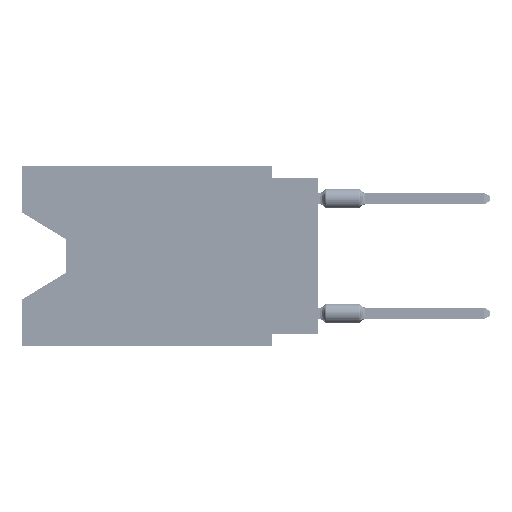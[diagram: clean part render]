
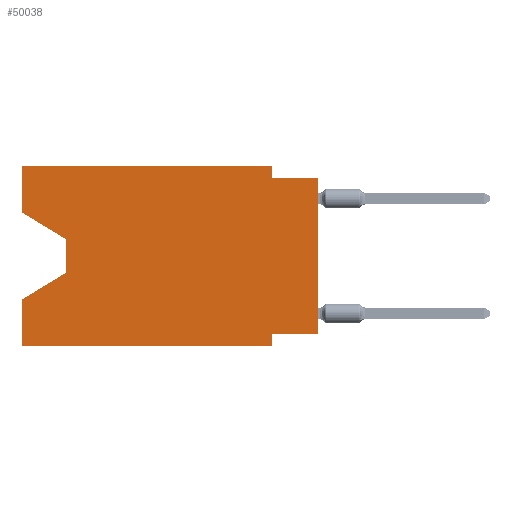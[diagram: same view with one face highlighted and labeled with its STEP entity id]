
A CAD part, left-side view. The second image highlights one B-rep face of the part: STEP entity #50038.
In plain terms, the highlighted planar face has unit normal (-1, 0, 0).
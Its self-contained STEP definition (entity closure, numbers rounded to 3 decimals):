
#174 = VERTEX_POINT ( 'NONE', #74364 ) ;
#260 = DIRECTION ( 'NONE',  ( 0., 0., 1. ) ) ;
#1000 = ORIENTED_EDGE ( 'NONE', *, *, #79280, .F. ) ;
#1340 = VECTOR ( 'NONE', #11065, 1000. ) ;
#2081 = CARTESIAN_POINT ( 'NONE',  ( 0., 13.97, -4.013 ) ) ;
#3342 = VERTEX_POINT ( 'NONE', #46642 ) ;
#4588 = CARTESIAN_POINT ( 'NONE',  ( 0., 2.54, 0. ) ) ;
#6550 = CARTESIAN_POINT ( 'NONE',  ( 0., 16.383, 0. ) ) ;
#7830 = EDGE_CURVE ( 'NONE', #76854, #3342, #13455, .T. ) ;
#8493 = ORIENTED_EDGE ( 'NONE', *, *, #79474, .F. ) ;
#9054 = CARTESIAN_POINT ( 'NONE',  ( 0., 16.383, 0. ) ) ;
#11065 = DIRECTION ( 'NONE',  ( 0., 0., -1. ) ) ;
#12913 = CARTESIAN_POINT ( 'NONE',  ( 0., 16.383, -9.906 ) ) ;
#13126 = EDGE_CURVE ( 'NONE', #59394, #33243, #17059, .T. ) ;
#13392 = VECTOR ( 'NONE', #80857, 1000. ) ;
#13455 = LINE ( 'NONE', #38259, #44131 ) ;
#15232 = DIRECTION ( 'NONE',  ( 0., 1., 0. ) ) ;
#15333 = LINE ( 'NONE', #9054, #71655 ) ;
#16624 = CARTESIAN_POINT ( 'NONE',  ( 0., 0., -9.271 ) ) ;
#16992 = VECTOR ( 'NONE', #37706, 1000. ) ;
#17059 = LINE ( 'NONE', #69187, #31423 ) ;
#17368 = CARTESIAN_POINT ( 'NONE',  ( 0., 2.54, 0. ) ) ;
#18667 = CARTESIAN_POINT ( 'NONE',  ( 0., 16.383, -2.546 ) ) ;
#18934 = VERTEX_POINT ( 'NONE', #65959 ) ;
#19717 = CARTESIAN_POINT ( 'NONE',  ( 0., 2.54, -0.635 ) ) ;
#20797 = ORIENTED_EDGE ( 'NONE', *, *, #63385, .F. ) ;
#20825 = CARTESIAN_POINT ( 'NONE',  ( 0., 2.54, -9.906 ) ) ;
#23369 = VECTOR ( 'NONE', #15232, 1000. ) ;
#23800 = EDGE_CURVE ( 'NONE', #50394, #62309, #44032, .T. ) ;
#24680 = LINE ( 'NONE', #75969, #16992 ) ;
#25931 = DIRECTION ( 'NONE',  ( 0., 0., -1. ) ) ;
#27873 = DIRECTION ( 'NONE',  ( 0., 0., 1. ) ) ;
#28579 = EDGE_CURVE ( 'NONE', #59394, #57651, #15333, .T. ) ;
#29025 = EDGE_CURVE ( 'NONE', #64870, #18934, #60226, .T. ) ;
#29845 = CARTESIAN_POINT ( 'NONE',  ( 0., 13.97, -5.893 ) ) ;
#30285 = CARTESIAN_POINT ( 'NONE',  ( 0., 16.383, 0. ) ) ;
#30678 = LINE ( 'NONE', #29845, #56010 ) ;
#31018 = CARTESIAN_POINT ( 'NONE',  ( 0., 16.383, 0. ) ) ;
#31182 = VERTEX_POINT ( 'NONE', #80634 ) ;
#31236 = VECTOR ( 'NONE', #260, 1000. ) ;
#31423 = VECTOR ( 'NONE', #42696, 1000. ) ;
#31843 = EDGE_CURVE ( 'NONE', #64870, #3342, #74417, .T. ) ;
#32637 = DIRECTION ( 'NONE',  ( 0., -1., 0. ) ) ;
#32820 = ORIENTED_EDGE ( 'NONE', *, *, #34914, .T. ) ;
#33243 = VERTEX_POINT ( 'NONE', #2081 ) ;
#34553 = VERTEX_POINT ( 'NONE', #4588 ) ;
#34914 = EDGE_CURVE ( 'NONE', #33243, #174, #67551, .T. ) ;
#35052 = LINE ( 'NONE', #40920, #13392 ) ;
#37706 = DIRECTION ( 'NONE',  ( 0., -1., 0. ) ) ;
#38259 = CARTESIAN_POINT ( 'NONE',  ( 0., 0., -0.635 ) ) ;
#40920 = CARTESIAN_POINT ( 'NONE',  ( 0., 2.54, -9.906 ) ) ;
#41062 = CARTESIAN_POINT ( 'NONE',  ( 0., 13.97, -4.013 ) ) ;
#41895 = DIRECTION ( 'NONE',  ( 0., 0., -1. ) ) ;
#42454 = EDGE_LOOP ( 'NONE', ( #66028, #32820, #67863, #76254, #50261, #1000, #56942, #71543, #70425, #8493, #20797, #57303 ) ) ;
#42696 = DIRECTION ( 'NONE',  ( 0., -0.855, -0.519 ) ) ;
#44032 = LINE ( 'NONE', #55816, #72459 ) ;
#44131 = VECTOR ( 'NONE', #44160, 1000. ) ;
#44160 = DIRECTION ( 'NONE',  ( 0., -1., 0. ) ) ;
#44449 = DIRECTION ( 'NONE',  ( 1., 0., 0. ) ) ;
#44481 = EDGE_CURVE ( 'NONE', #50394, #31182, #82238, .T. ) ;
#44654 = LINE ( 'NONE', #17368, #1340 ) ;
#46642 = CARTESIAN_POINT ( 'NONE',  ( 0., 0., -0.635 ) ) ;
#50038 = ADVANCED_FACE ( 'NONE', ( #51157 ), #82715, .F. ) ;
#50261 = ORIENTED_EDGE ( 'NONE', *, *, #23800, .T. ) ;
#50394 = VERTEX_POINT ( 'NONE', #12913 ) ;
#51157 = FACE_OUTER_BOUND ( 'NONE', #42454, .T. ) ;
#53451 = AXIS2_PLACEMENT_3D ( 'NONE', #31018, #44449, #25931 ) ;
#55816 = CARTESIAN_POINT ( 'NONE',  ( 0., 16.383, -9.906 ) ) ;
#56010 = VECTOR ( 'NONE', #62235, 1000. ) ;
#56942 = ORIENTED_EDGE ( 'NONE', *, *, #29025, .F. ) ;
#57303 = ORIENTED_EDGE ( 'NONE', *, *, #28579, .F. ) ;
#57651 = VERTEX_POINT ( 'NONE', #30285 ) ;
#59394 = VERTEX_POINT ( 'NONE', #18667 ) ;
#60226 = LINE ( 'NONE', #60646, #23369 ) ;
#60646 = CARTESIAN_POINT ( 'NONE',  ( 0., 0., -9.271 ) ) ;
#61418 = CARTESIAN_POINT ( 'NONE',  ( 0., 0., 0. ) ) ;
#62235 = DIRECTION ( 'NONE',  ( 0., 0.855, -0.519 ) ) ;
#62309 = VERTEX_POINT ( 'NONE', #20825 ) ;
#62863 = EDGE_CURVE ( 'NONE', #174, #31182, #30678, .T. ) ;
#63385 = EDGE_CURVE ( 'NONE', #57651, #34553, #24680, .T. ) ;
#64870 = VERTEX_POINT ( 'NONE', #16624 ) ;
#65959 = CARTESIAN_POINT ( 'NONE',  ( 0., 2.54, -9.271 ) ) ;
#66028 = ORIENTED_EDGE ( 'NONE', *, *, #13126, .T. ) ;
#67551 = LINE ( 'NONE', #41062, #79843 ) ;
#67863 = ORIENTED_EDGE ( 'NONE', *, *, #62863, .T. ) ;
#69187 = CARTESIAN_POINT ( 'NONE',  ( 0., 16.383, -2.546 ) ) ;
#70425 = ORIENTED_EDGE ( 'NONE', *, *, #7830, .F. ) ;
#71543 = ORIENTED_EDGE ( 'NONE', *, *, #31843, .T. ) ;
#71655 = VECTOR ( 'NONE', #79260, 1000. ) ;
#72459 = VECTOR ( 'NONE', #32637, 1000. ) ;
#74364 = CARTESIAN_POINT ( 'NONE',  ( 0., 13.97, -5.893 ) ) ;
#74417 = LINE ( 'NONE', #61418, #74479 ) ;
#74479 = VECTOR ( 'NONE', #27873, 1000. ) ;
#75969 = CARTESIAN_POINT ( 'NONE',  ( 0., 16.383, 0. ) ) ;
#76254 = ORIENTED_EDGE ( 'NONE', *, *, #44481, .F. ) ;
#76854 = VERTEX_POINT ( 'NONE', #19717 ) ;
#79260 = DIRECTION ( 'NONE',  ( 0., 0., 1. ) ) ;
#79280 = EDGE_CURVE ( 'NONE', #18934, #62309, #35052, .T. ) ;
#79474 = EDGE_CURVE ( 'NONE', #34553, #76854, #44654, .T. ) ;
#79843 = VECTOR ( 'NONE', #41895, 1000. ) ;
#80634 = CARTESIAN_POINT ( 'NONE',  ( 0., 16.383, -7.36 ) ) ;
#80857 = DIRECTION ( 'NONE',  ( 0., 0., -1. ) ) ;
#82238 = LINE ( 'NONE', #6550, #31236 ) ;
#82715 = PLANE ( 'NONE',  #53451 ) ;
